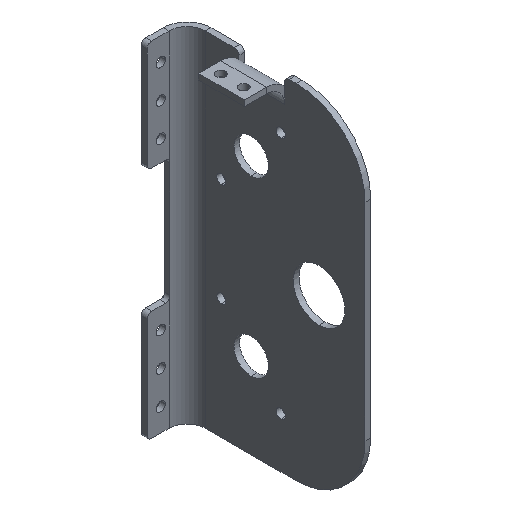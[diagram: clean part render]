
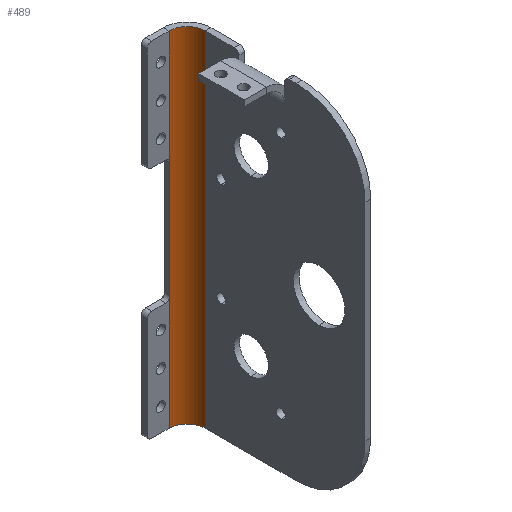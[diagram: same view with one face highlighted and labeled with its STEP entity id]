
A CAD part, isometric view. The second image highlights one B-rep face of the part: STEP entity #489.
In plain terms, the highlighted cylindrical face has radius 10 mm (diameter 20 mm), a partial arc.
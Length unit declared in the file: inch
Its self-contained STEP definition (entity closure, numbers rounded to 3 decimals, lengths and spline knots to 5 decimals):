
#13 = EDGE_CURVE ( 'NONE', #2158, #1025, #1881, .T. ) ;
#16 = CARTESIAN_POINT ( 'NONE',  ( -0.3937, 1.4813, 3.75 ) ) ;
#37 = FACE_OUTER_BOUND ( 'NONE', #1754, .T. ) ;
#43 = EDGE_CURVE ( 'NONE', #1025, #624, #621, .T. ) ;
#47 = DIRECTION ( 'NONE',  ( 0., 0., 1. ) ) ;
#65 = VERTEX_POINT ( 'NONE', #341 ) ;
#69 = CARTESIAN_POINT ( 'NONE',  ( 0., 1.4813, -3.75 ) ) ;
#90 = CYLINDRICAL_SURFACE ( 'NONE', #933, 0.3937 ) ;
#98 = ORIENTED_EDGE ( 'NONE', *, *, #13, .T. ) ;
#230 = VECTOR ( 'NONE', #485, 39.37008 ) ;
#282 = CARTESIAN_POINT ( 'NONE',  ( -0.3937, 1.875, 3.75 ) ) ;
#290 = DIRECTION ( 'NONE',  ( 0., 0., 1. ) ) ;
#341 = CARTESIAN_POINT ( 'NONE',  ( 0., 1.4813, -3.75 ) ) ;
#347 = ORIENTED_EDGE ( 'NONE', *, *, #2245, .T. ) ;
#438 = ORIENTED_EDGE ( 'NONE', *, *, #822, .T. ) ;
#450 = VERTEX_POINT ( 'NONE', #1844 ) ;
#485 = DIRECTION ( 'NONE',  ( 0., 0., -1. ) ) ;
#489 = ADVANCED_FACE ( 'NONE', ( #37 ), #90, .F. ) ;
#536 = CARTESIAN_POINT ( 'NONE',  ( -0.3937, 1.875, -1.30823 ) ) ;
#621 = LINE ( 'NONE', #1091, #2420 ) ;
#624 = VERTEX_POINT ( 'NONE', #948 ) ;
#640 = CARTESIAN_POINT ( 'NONE',  ( -0.3937, 1.875, 3.75 ) ) ;
#675 = EDGE_CURVE ( 'NONE', #925, #2158, #2144, .T. ) ;
#687 = VERTEX_POINT ( 'NONE', #1438 ) ;
#720 = DIRECTION ( 'NONE',  ( 0., 1., 0. ) ) ;
#735 = CARTESIAN_POINT ( 'NONE',  ( -0.375, 1.87456, -1.25 ) ) ;
#822 = EDGE_CURVE ( 'NONE', #687, #925, #1808, .T. ) ;
#847 = CARTESIAN_POINT ( 'NONE',  ( -0.3937, 1.875, 1.30823 ) ) ;
#858 = CIRCLE ( 'NONE', #907, 0.3937 ) ;
#903 = CARTESIAN_POINT ( 'NONE',  ( -0.37662, 1.87464, 1.27073 ) ) ;
#907 = AXIS2_PLACEMENT_3D ( 'NONE', #1638, #1054, #2180 ) ;
#925 = VERTEX_POINT ( 'NONE', #640 ) ;
#933 = AXIS2_PLACEMENT_3D ( 'NONE', #2236, #1857, #720 ) ;
#948 = CARTESIAN_POINT ( 'NONE',  ( -0.375, 1.87456, -1.25 ) ) ;
#997 = B_SPLINE_CURVE_WITH_KNOTS ( 'NONE', 3,
 ( #735, #2232, #2412, #1267, #1095, #536 ),
 .UNSPECIFIED., .F., .F.,
 ( 4, 2, 4 ),
 ( 0., 0.00078, 0.00157 ),
 .UNSPECIFIED. ) ;
#1025 = VERTEX_POINT ( 'NONE', #1076 ) ;
#1054 = DIRECTION ( 'NONE',  ( 0., 0., -1. ) ) ;
#1058 = DIRECTION ( 'NONE',  ( 0., 0., -1. ) ) ;
#1074 = DIRECTION ( 'NONE',  ( 0., 0., -1. ) ) ;
#1076 = CARTESIAN_POINT ( 'NONE',  ( -0.375, 1.87456, 1.25 ) ) ;
#1091 = CARTESIAN_POINT ( 'NONE',  ( -0.375, 1.87456, -3.75 ) ) ;
#1095 = CARTESIAN_POINT ( 'NONE',  ( -0.38761, 1.875, -1.29974 ) ) ;
#1127 = LINE ( 'NONE', #69, #2184 ) ;
#1128 = ORIENTED_EDGE ( 'NONE', *, *, #1733, .T. ) ;
#1149 = DIRECTION ( 'NONE',  ( -1., 0., 0. ) ) ;
#1177 = AXIS2_PLACEMENT_3D ( 'NONE', #16, #47, #1149 ) ;
#1267 = CARTESIAN_POINT ( 'NONE',  ( -0.38294, 1.87487, -1.29043 ) ) ;
#1335 = ORIENTED_EDGE ( 'NONE', *, *, #2238, .T. ) ;
#1438 = CARTESIAN_POINT ( 'NONE',  ( 0., 1.4813, 3.75 ) ) ;
#1467 = CARTESIAN_POINT ( 'NONE',  ( -0.38299, 1.87487, 1.29054 ) ) ;
#1578 = ORIENTED_EDGE ( 'NONE', *, *, #675, .T. ) ;
#1638 = CARTESIAN_POINT ( 'NONE',  ( -0.3937, 1.4813, -3.75 ) ) ;
#1647 = CARTESIAN_POINT ( 'NONE',  ( -0.3937, 1.875, 3.75 ) ) ;
#1673 = CARTESIAN_POINT ( 'NONE',  ( -0.38761, 1.875, 1.29974 ) ) ;
#1733 = EDGE_CURVE ( 'NONE', #624, #1944, #997, .T. ) ;
#1754 = EDGE_LOOP ( 'NONE', ( #1578, #98, #2424, #1128, #1804, #347, #1335, #438 ) ) ;
#1804 = ORIENTED_EDGE ( 'NONE', *, *, #2310, .T. ) ;
#1808 = CIRCLE ( 'NONE', #1177, 0.3937 ) ;
#1844 = CARTESIAN_POINT ( 'NONE',  ( -0.3937, 1.875, -3.75 ) ) ;
#1847 = CARTESIAN_POINT ( 'NONE',  ( -0.375, 1.87456, 1.25 ) ) ;
#1857 = DIRECTION ( 'NONE',  ( 0., 0., -1. ) ) ;
#1881 = B_SPLINE_CURVE_WITH_KNOTS ( 'NONE', 3,
 ( #2233, #1673, #1467, #903, #2431, #1847 ),
 .UNSPECIFIED., .F., .F.,
 ( 4, 2, 4 ),
 ( 0., 0.00078, 0.00157 ),
 .UNSPECIFIED. ) ;
#1944 = VERTEX_POINT ( 'NONE', #2257 ) ;
#2088 = VECTOR ( 'NONE', #1058, 39.37008 ) ;
#2144 = LINE ( 'NONE', #282, #2088 ) ;
#2158 = VERTEX_POINT ( 'NONE', #847 ) ;
#2180 = DIRECTION ( 'NONE',  ( -1., 0., 0. ) ) ;
#2184 = VECTOR ( 'NONE', #290, 39.37008 ) ;
#2232 = CARTESIAN_POINT ( 'NONE',  ( -0.375, 1.87456, -1.26045 ) ) ;
#2233 = CARTESIAN_POINT ( 'NONE',  ( -0.3937, 1.875, 1.30823 ) ) ;
#2236 = CARTESIAN_POINT ( 'NONE',  ( -0.3937, 1.4813, -3.75 ) ) ;
#2238 = EDGE_CURVE ( 'NONE', #65, #687, #1127, .T. ) ;
#2245 = EDGE_CURVE ( 'NONE', #450, #65, #858, .T. ) ;
#2257 = CARTESIAN_POINT ( 'NONE',  ( -0.3937, 1.875, -1.30823 ) ) ;
#2282 = LINE ( 'NONE', #1647, #230 ) ;
#2310 = EDGE_CURVE ( 'NONE', #1944, #450, #2282, .T. ) ;
#2412 = CARTESIAN_POINT ( 'NONE',  ( -0.3766, 1.87464, -1.27062 ) ) ;
#2420 = VECTOR ( 'NONE', #1074, 39.37008 ) ;
#2424 = ORIENTED_EDGE ( 'NONE', *, *, #43, .T. ) ;
#2431 = CARTESIAN_POINT ( 'NONE',  ( -0.375, 1.87456, 1.26045 ) ) ;
